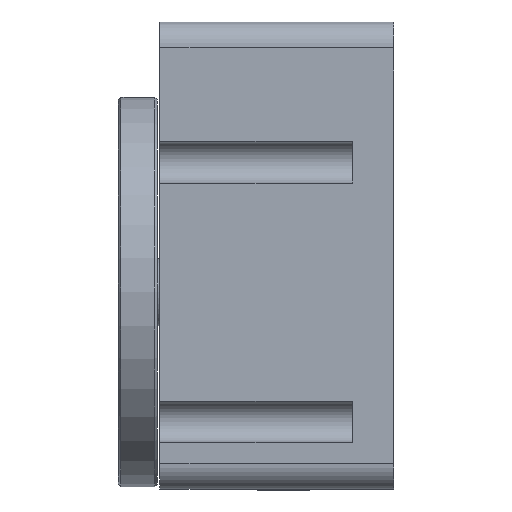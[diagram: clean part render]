
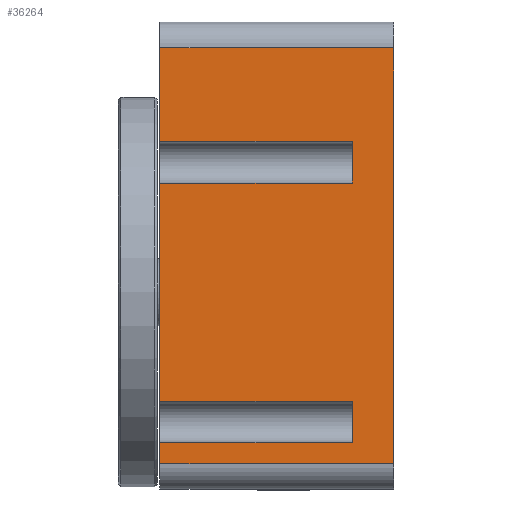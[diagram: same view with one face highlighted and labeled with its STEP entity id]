
A CAD part, left-side view. The second image highlights one B-rep face of the part: STEP entity #36264.
In plain terms, the highlighted planar face has unit normal (-1, 0, 0).
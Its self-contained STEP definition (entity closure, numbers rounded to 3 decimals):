
#793 = LINE ( 'NONE', #35213, #3043 ) ;
#938 = VECTOR ( 'NONE', #31532, 1000. ) ;
#941 = DIRECTION ( 'NONE',  ( 0., 0., 1. ) ) ;
#1233 = CARTESIAN_POINT ( 'NONE',  ( -42., 45., -38. ) ) ;
#1289 = CARTESIAN_POINT ( 'NONE',  ( -42., 45., -29. ) ) ;
#1659 = ORIENTED_EDGE ( 'NONE', *, *, #36095, .T. ) ;
#3037 = DIRECTION ( 'NONE',  ( 0., 0., 1. ) ) ;
#3043 = VECTOR ( 'NONE', #42350, 1000. ) ;
#3449 = CARTESIAN_POINT ( 'NONE',  ( -42., 45., -29. ) ) ;
#4282 = CARTESIAN_POINT ( 'NONE',  ( -42., 45., -38. ) ) ;
#4699 = CARTESIAN_POINT ( 'NONE',  ( -42., 45., 21. ) ) ;
#5220 = CARTESIAN_POINT ( 'NONE',  ( -42., 8., -29. ) ) ;
#7353 = ORIENTED_EDGE ( 'NONE', *, *, #33744, .F. ) ;
#7629 = EDGE_LOOP ( 'NONE', ( #17165, #25787, #38556, #35052, #37685, #1659, #18794, #19310, #8102, #46196, #7353, #27000 ) ) ;
#7943 = VERTEX_POINT ( 'NONE', #36066 ) ;
#8102 = ORIENTED_EDGE ( 'NONE', *, *, #38622, .T. ) ;
#8208 = DIRECTION ( 'NONE',  ( 0., -1., 0. ) ) ;
#8418 = CARTESIAN_POINT ( 'NONE',  ( -42., 45., -38. ) ) ;
#8837 = LINE ( 'NONE', #3449, #43925 ) ;
#9129 = CARTESIAN_POINT ( 'NONE',  ( -42., 45., -33. ) ) ;
#9391 = EDGE_CURVE ( 'NONE', #29176, #13972, #33205, .T. ) ;
#9844 = EDGE_CURVE ( 'NONE', #21923, #10006, #25841, .T. ) ;
#10006 = VERTEX_POINT ( 'NONE', #33664 ) ;
#10442 = CARTESIAN_POINT ( 'NONE',  ( -42., 8., -38. ) ) ;
#11084 = CARTESIAN_POINT ( 'NONE',  ( -42., 0., -38. ) ) ;
#12763 = EDGE_CURVE ( 'NONE', #29176, #20675, #32912, .T. ) ;
#13972 = VERTEX_POINT ( 'NONE', #1289 ) ;
#17165 = ORIENTED_EDGE ( 'NONE', *, *, #44646, .T. ) ;
#17396 = VECTOR ( 'NONE', #3037, 1000. ) ;
#17758 = DIRECTION ( 'NONE',  ( 0., 1., 0. ) ) ;
#17913 = EDGE_CURVE ( 'NONE', #35113, #22975, #24202, .T. ) ;
#18794 = ORIENTED_EDGE ( 'NONE', *, *, #9391, .F. ) ;
#19310 = ORIENTED_EDGE ( 'NONE', *, *, #12763, .T. ) ;
#19345 = PLANE ( 'NONE',  #30281 ) ;
#19713 = DIRECTION ( 'NONE',  ( 0., 0., 1. ) ) ;
#20675 = VERTEX_POINT ( 'NONE', #33050 ) ;
#21923 = VERTEX_POINT ( 'NONE', #25857 ) ;
#22975 = VERTEX_POINT ( 'NONE', #43650 ) ;
#23935 = VECTOR ( 'NONE', #8208, 1000. ) ;
#24202 = LINE ( 'NONE', #24666, #938 ) ;
#24666 = CARTESIAN_POINT ( 'NONE',  ( -42., 45., 47. ) ) ;
#24890 = DIRECTION ( 'NONE',  ( 0., 0., -1. ) ) ;
#25787 = ORIENTED_EDGE ( 'NONE', *, *, #33228, .T. ) ;
#25841 = LINE ( 'NONE', #29234, #28100 ) ;
#25857 = CARTESIAN_POINT ( 'NONE',  ( -42., 45., 29. ) ) ;
#26272 = VERTEX_POINT ( 'NONE', #38438 ) ;
#26404 = DIRECTION ( 'NONE',  ( 0., 1., 0. ) ) ;
#26590 = DIRECTION ( 'NONE',  ( 0., 0., -1. ) ) ;
#26604 = CARTESIAN_POINT ( 'NONE',  ( -42., 8., -38. ) ) ;
#27000 = ORIENTED_EDGE ( 'NONE', *, *, #9844, .T. ) ;
#27018 = LINE ( 'NONE', #43086, #17396 ) ;
#28100 = VECTOR ( 'NONE', #46746, 1000. ) ;
#29176 = VERTEX_POINT ( 'NONE', #9129 ) ;
#29234 = CARTESIAN_POINT ( 'NONE',  ( -42., 45., 29. ) ) ;
#29319 = EDGE_CURVE ( 'NONE', #26272, #7943, #793, .T. ) ;
#30281 = AXIS2_PLACEMENT_3D ( 'NONE', #1233, #37171, #26590 ) ;
#30436 = VECTOR ( 'NONE', #19713, 1000. ) ;
#30805 = VECTOR ( 'NONE', #24890, 1000. ) ;
#30905 = FACE_OUTER_BOUND ( 'NONE', #7629, .T. ) ;
#31532 = DIRECTION ( 'NONE',  ( 0., 1., 0. ) ) ;
#32100 = VECTOR ( 'NONE', #41000, 1000. ) ;
#32912 = LINE ( 'NONE', #37006, #23935 ) ;
#33050 = CARTESIAN_POINT ( 'NONE',  ( -42., 0., -33. ) ) ;
#33205 = LINE ( 'NONE', #4282, #33764 ) ;
#33228 = EDGE_CURVE ( 'NONE', #35228, #36661, #38972, .T. ) ;
#33299 = LINE ( 'NONE', #8418, #30436 ) ;
#33401 = DIRECTION ( 'NONE',  ( 0., 0., 1. ) ) ;
#33498 = CARTESIAN_POINT ( 'NONE',  ( -42., 8., 21. ) ) ;
#33664 = CARTESIAN_POINT ( 'NONE',  ( -42., 8., 29. ) ) ;
#33744 = EDGE_CURVE ( 'NONE', #21923, #22975, #33299, .T. ) ;
#33764 = VECTOR ( 'NONE', #33401, 1000. ) ;
#34223 = LINE ( 'NONE', #10442, #30805 ) ;
#34366 = CARTESIAN_POINT ( 'NONE',  ( -42., 0., 47. ) ) ;
#34856 = EDGE_CURVE ( 'NONE', #26272, #36661, #27018, .T. ) ;
#35052 = ORIENTED_EDGE ( 'NONE', *, *, #29319, .T. ) ;
#35113 = VERTEX_POINT ( 'NONE', #34366 ) ;
#35213 = CARTESIAN_POINT ( 'NONE',  ( -42., 45., -21. ) ) ;
#35228 = VERTEX_POINT ( 'NONE', #33498 ) ;
#36066 = CARTESIAN_POINT ( 'NONE',  ( -42., 8., -21. ) ) ;
#36095 = EDGE_CURVE ( 'NONE', #38736, #13972, #8837, .T. ) ;
#36264 = ADVANCED_FACE ( 'NONE', ( #30905 ), #19345, .F. ) ;
#36661 = VERTEX_POINT ( 'NONE', #44051 ) ;
#37006 = CARTESIAN_POINT ( 'NONE',  ( -42., 45., -33. ) ) ;
#37171 = DIRECTION ( 'NONE',  ( 1., 0., 0. ) ) ;
#37507 = EDGE_CURVE ( 'NONE', #7943, #38736, #34223, .T. ) ;
#37685 = ORIENTED_EDGE ( 'NONE', *, *, #37507, .T. ) ;
#37832 = VECTOR ( 'NONE', #26404, 1000. ) ;
#38438 = CARTESIAN_POINT ( 'NONE',  ( -42., 45., -21. ) ) ;
#38556 = ORIENTED_EDGE ( 'NONE', *, *, #34856, .F. ) ;
#38622 = EDGE_CURVE ( 'NONE', #20675, #35113, #44865, .T. ) ;
#38736 = VERTEX_POINT ( 'NONE', #5220 ) ;
#38972 = LINE ( 'NONE', #4699, #37832 ) ;
#41000 = DIRECTION ( 'NONE',  ( 0., 0., -1. ) ) ;
#41336 = VECTOR ( 'NONE', #941, 1000. ) ;
#41747 = LINE ( 'NONE', #26604, #32100 ) ;
#42350 = DIRECTION ( 'NONE',  ( 0., -1., 0. ) ) ;
#43086 = CARTESIAN_POINT ( 'NONE',  ( -42., 45., -38. ) ) ;
#43650 = CARTESIAN_POINT ( 'NONE',  ( -42., 45., 47. ) ) ;
#43925 = VECTOR ( 'NONE', #17758, 1000. ) ;
#44051 = CARTESIAN_POINT ( 'NONE',  ( -42., 45., 21. ) ) ;
#44646 = EDGE_CURVE ( 'NONE', #10006, #35228, #41747, .T. ) ;
#44865 = LINE ( 'NONE', #11084, #41336 ) ;
#46196 = ORIENTED_EDGE ( 'NONE', *, *, #17913, .T. ) ;
#46746 = DIRECTION ( 'NONE',  ( 0., -1., 0. ) ) ;
